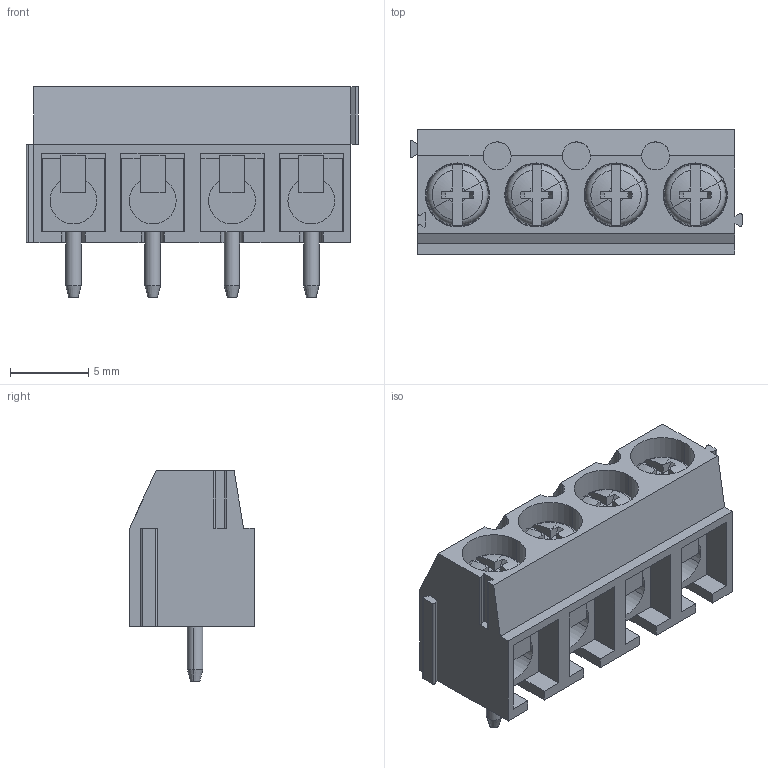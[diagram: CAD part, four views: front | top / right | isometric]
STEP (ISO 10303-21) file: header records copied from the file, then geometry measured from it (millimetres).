
FILE_DESCRIPTION(('CATIA V5 STEP Exchange','CAx-IF Rec.Pracs.--- Model Styling and Organization---1.4--- 2014-01-23'),'2;1');
FILE_NAME ('040562-2_0_1936400000_1936400000.stp','2021-04-07T13:40:22+00:00',('none'),('Weidmueller'),'CATIA Version 5-6 Release 2016 SP3 HF44','CATIA V5 STEP AP214','none');
FILE_SCHEMA(('AUTOMOTIVE_DESIGN { 1 0 10303 214 1 1 1 1 }'));
Length unit declared in the file: millimetre
Products named in the file (1): 1936400000
Bounding box: 21.27 x 8 x 13.5 mm (x, y, z)
Volume: 1081.4 mm3; surface area: 2207.9 mm2
Topology: 9 solids, 9 shells, 279 faces, 739 edges, 486 vertices
Faces by surface type: plane 173, cylinder 50, cone 24, torus 16, revolution 16
Entity records: 8307 total; most frequent: CARTESIAN_POINT 2008, ORIENTED_EDGE 1478, DIRECTION 948, EDGE_CURVE 739, VERTEX_POINT 486, VECTOR 437, LINE 437, AXIS2_PLACEMENT_3D 351
